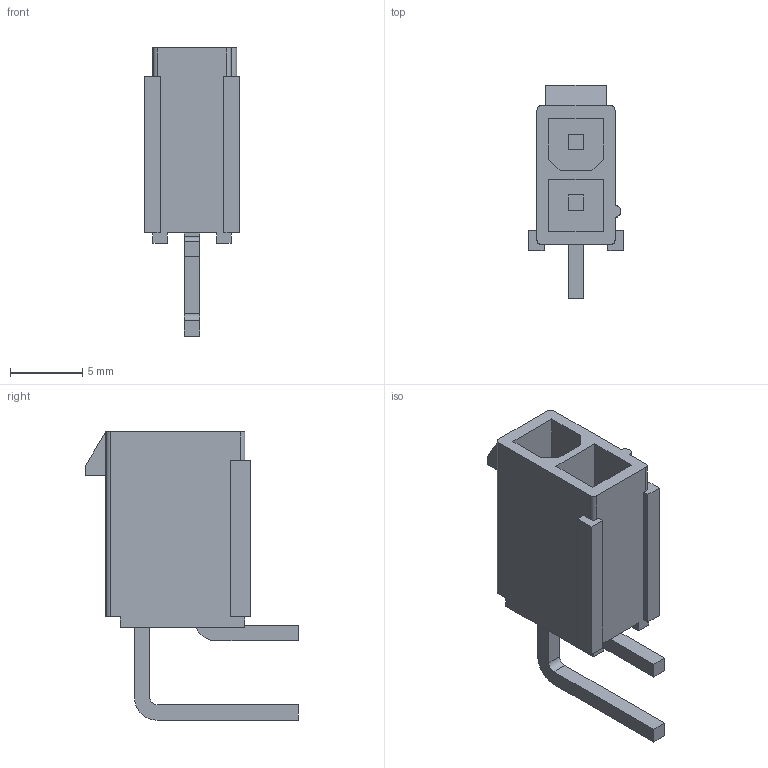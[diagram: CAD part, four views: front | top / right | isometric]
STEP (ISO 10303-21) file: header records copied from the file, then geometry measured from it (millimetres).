
FILE_DESCRIPTION (( 'STEP AP214' ), '1' );
FILE_NAME ('MiniFit-2x1R - Molex 87427-0202.step', '2023-05-24T11:35:03', ( 'Elessar' ), ( '' ), 'SwSTEP 2.0', 'SolidWorks 2018', '' );
FILE_SCHEMA (( 'AUTOMOTIVE_DESIGN' ));
Length unit declared in the file: millimetre
Products named in the file (1): MiniFit-2x1R - Molex 87427-0202
Bounding box: 6.6 x 14.7 x 19.93 mm (x, y, z)
Volume: 484.3 mm3; surface area: 1013.1 mm2
Topology: 1 solids, 1 shells, 75 faces, 199 edges, 132 vertices
Faces by surface type: plane 66, cylinder 9
Entity records: 2637 total; most frequent: CARTESIAN_POINT 407, ORIENTED_EDGE 398, DIRECTION 369, EDGE_CURVE 199, VECTOR 181, LINE 181, VERTEX_POINT 132, AXIS2_PLACEMENT_3D 94
